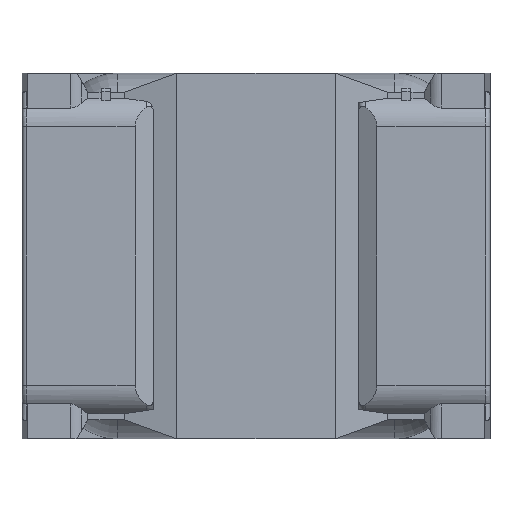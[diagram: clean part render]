
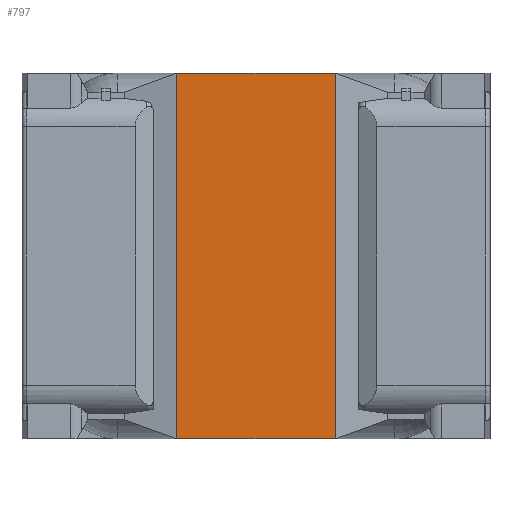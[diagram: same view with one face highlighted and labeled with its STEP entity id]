
A CAD part, front view. The second image highlights one B-rep face of the part: STEP entity #797.
In plain terms, the highlighted planar face has unit normal (0, -1, 0).
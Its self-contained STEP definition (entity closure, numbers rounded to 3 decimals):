
#23 = ORIENTED_EDGE ( 'NONE', *, *, #2583, .F. ) ;
#455 = VECTOR ( 'NONE', #559, 1000. ) ;
#559 = DIRECTION ( 'NONE',  ( 1., 0., 0. ) ) ;
#584 = FACE_OUTER_BOUND ( 'NONE', #1171, .T. ) ;
#674 = CARTESIAN_POINT ( 'NONE',  ( -0.543, 0.04, 1.25 ) ) ;
#797 = ADVANCED_FACE ( 'NONE', ( #584 ), #1093, .F. ) ;
#807 = CARTESIAN_POINT ( 'NONE',  ( 0.543, 0.04, -1.25 ) ) ;
#981 = DIRECTION ( 'NONE',  ( 0., 0., 1. ) ) ;
#1018 = ORIENTED_EDGE ( 'NONE', *, *, #1803, .F. ) ;
#1093 = PLANE ( 'NONE',  #3744 ) ;
#1104 = VECTOR ( 'NONE', #2069, 1000. ) ;
#1171 = EDGE_LOOP ( 'NONE', ( #1018, #23, #4206, #4264 ) ) ;
#1355 = CARTESIAN_POINT ( 'NONE',  ( 0., 0.04, 1.25 ) ) ;
#1803 = EDGE_CURVE ( 'NONE', #2268, #4034, #4524, .T. ) ;
#2019 = VECTOR ( 'NONE', #981, 1000. ) ;
#2069 = DIRECTION ( 'NONE',  ( 1., 0., 0. ) ) ;
#2135 = CARTESIAN_POINT ( 'NONE',  ( 0., 0.04, -1.25 ) ) ;
#2268 = VERTEX_POINT ( 'NONE', #674 ) ;
#2394 = VERTEX_POINT ( 'NONE', #3327 ) ;
#2474 = LINE ( 'NONE', #3864, #2019 ) ;
#2517 = CARTESIAN_POINT ( 'NONE',  ( 0.543, 0.04, 1.25 ) ) ;
#2518 = VERTEX_POINT ( 'NONE', #807 ) ;
#2563 = DIRECTION ( 'NONE',  ( 0., 1., 0. ) ) ;
#2583 = EDGE_CURVE ( 'NONE', #2394, #2268, #3602, .T. ) ;
#2667 = EDGE_CURVE ( 'NONE', #2518, #4034, #2474, .T. ) ;
#2730 = CARTESIAN_POINT ( 'NONE',  ( -0.543, 0.04, -1.25 ) ) ;
#3327 = CARTESIAN_POINT ( 'NONE',  ( -0.543, 0.04, -1.25 ) ) ;
#3409 = DIRECTION ( 'NONE',  ( 0., 0., 1. ) ) ;
#3602 = LINE ( 'NONE', #2730, #4406 ) ;
#3641 = DIRECTION ( 'NONE',  ( 0., 0., 1. ) ) ;
#3744 = AXIS2_PLACEMENT_3D ( 'NONE', #4721, #2563, #3641 ) ;
#3850 = EDGE_CURVE ( 'NONE', #2394, #2518, #4624, .T. ) ;
#3864 = CARTESIAN_POINT ( 'NONE',  ( 0.543, 0.04, -1.25 ) ) ;
#4034 = VERTEX_POINT ( 'NONE', #2517 ) ;
#4206 = ORIENTED_EDGE ( 'NONE', *, *, #3850, .T. ) ;
#4264 = ORIENTED_EDGE ( 'NONE', *, *, #2667, .T. ) ;
#4406 = VECTOR ( 'NONE', #3409, 1000. ) ;
#4524 = LINE ( 'NONE', #1355, #455 ) ;
#4624 = LINE ( 'NONE', #2135, #1104 ) ;
#4721 = CARTESIAN_POINT ( 'NONE',  ( 0., 0.04, 0. ) ) ;
